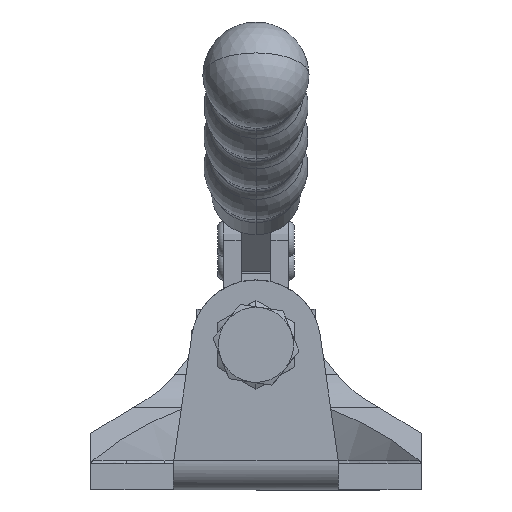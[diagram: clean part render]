
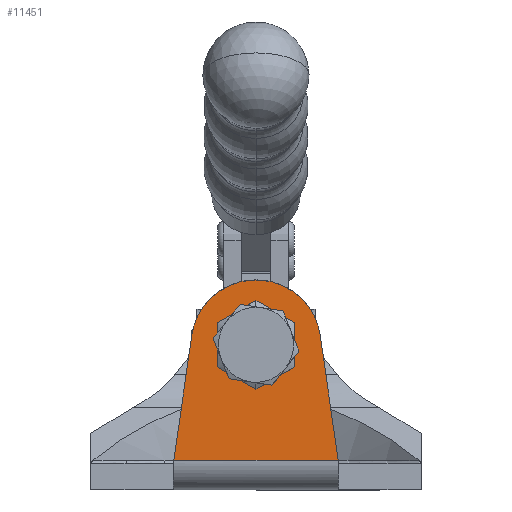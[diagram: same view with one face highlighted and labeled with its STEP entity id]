
A CAD part, left-side view. The second image highlights one B-rep face of the part: STEP entity #11451.
In plain terms, the highlighted planar face has unit normal (-1, 0, 0).
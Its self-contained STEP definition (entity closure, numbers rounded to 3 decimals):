
#1391 = CARTESIAN_POINT ( 'NONE',  ( -4.5, 0., 20.1 ) ) ;
#1392 = DIRECTION ( 'NONE',  ( -1., 0., 0. ) ) ;
#1393 = DIRECTION ( 'NONE',  ( 0., 0., 1. ) ) ;
#1677 = DIRECTION ( 'NONE',  ( 0., 0.142, 0.99 ) ) ;
#1693 = CARTESIAN_POINT ( 'NONE',  ( -4.5, 0., 0.5 ) ) ;
#1694 = CARTESIAN_POINT ( 'NONE',  ( -4.5, -10.888, 21.664 ) ) ;
#1695 = DIRECTION ( 'NONE',  ( 0., 1., 0. ) ) ;
#1697 = DIRECTION ( 'NONE',  ( 0., 0.142, -0.99 ) ) ;
#1698 = CARTESIAN_POINT ( 'NONE',  ( -4.5, 0., 20.1 ) ) ;
#1699 = DIRECTION ( 'NONE',  ( -1., 0., 0. ) ) ;
#1700 = DIRECTION ( 'NONE',  ( 0., 0., 1. ) ) ;
#1701 = CARTESIAN_POINT ( 'NONE',  ( -4.5, 14., 0. ) ) ;
#1704 = CARTESIAN_POINT ( 'NONE',  ( -4.5, 0., 20.1 ) ) ;
#1705 = DIRECTION ( 'NONE',  ( -1., 0., 0. ) ) ;
#1706 = DIRECTION ( 'NONE',  ( 0., 0., -1. ) ) ;
#1726 = CARTESIAN_POINT ( 'NONE',  ( -4.5, 0., 25.6 ) ) ;
#1727 = CARTESIAN_POINT ( 'NONE',  ( -4.5, 0., 14.6 ) ) ;
#1795 = CARTESIAN_POINT ( 'NONE',  ( -4.5, -10.888, 21.664 ) ) ;
#1805 = CARTESIAN_POINT ( 'NONE',  ( -4.5, 13.928, 0.5 ) ) ;
#1810 = CARTESIAN_POINT ( 'NONE',  ( -4.5, -13.928, 0.5 ) ) ;
#1812 = CARTESIAN_POINT ( 'NONE',  ( -4.5, 10.888, 21.664 ) ) ;
#2319 = CIRCLE ( 'NONE', #19516, 5.5 ) ;
#2488 = LINE ( 'NONE', #1693, #2490 ) ;
#2490 = VECTOR ( 'NONE', #1695, 1000. ) ;
#2495 = CIRCLE ( 'NONE', #19548, 11. ) ;
#2496 = CIRCLE ( 'NONE', #19547, 5.5 ) ;
#2498 = LINE ( 'NONE', #1694, #2499 ) ;
#2499 = VECTOR ( 'NONE', #1677, 1000. ) ;
#2500 = LINE ( 'NONE', #1701, #2502 ) ;
#2502 = VECTOR ( 'NONE', #1697, 1000. ) ;
#4870 = EDGE_LOOP ( 'NONE', ( #12425, #12426, #12427, #12428 ) ) ;
#4915 = EDGE_LOOP ( 'NONE', ( #7609, #7610 ) ) ;
#7609 = ORIENTED_EDGE ( 'NONE', *, *, #11923, .F. ) ;
#7610 = ORIENTED_EDGE ( 'NONE', *, *, #12033, .F. ) ;
#11451 = ADVANCED_FACE ( 'NONE', ( #21488, #21494 ), #25504, .F. ) ;
#11923 = EDGE_CURVE ( 'NONE', #12216, #12215, #2319, .T. ) ;
#12031 = EDGE_CURVE ( 'NONE', #12299, #12294, #2488, .T. ) ;
#12033 = EDGE_CURVE ( 'NONE', #12215, #12216, #2496, .T. ) ;
#12034 = EDGE_CURVE ( 'NONE', #12299, #12284, #2498, .T. ) ;
#12035 = EDGE_CURVE ( 'NONE', #12284, #12301, #2495, .T. ) ;
#12036 = EDGE_CURVE ( 'NONE', #12301, #12294, #2500, .T. ) ;
#12215 = VERTEX_POINT ( 'NONE', #1726 ) ;
#12216 = VERTEX_POINT ( 'NONE', #1727 ) ;
#12284 = VERTEX_POINT ( 'NONE', #1795 ) ;
#12294 = VERTEX_POINT ( 'NONE', #1805 ) ;
#12299 = VERTEX_POINT ( 'NONE', #1810 ) ;
#12301 = VERTEX_POINT ( 'NONE', #1812 ) ;
#12425 = ORIENTED_EDGE ( 'NONE', *, *, #12031, .F. ) ;
#12426 = ORIENTED_EDGE ( 'NONE', *, *, #12034, .T. ) ;
#12427 = ORIENTED_EDGE ( 'NONE', *, *, #12035, .T. ) ;
#12428 = ORIENTED_EDGE ( 'NONE', *, *, #12036, .T. ) ;
#19302 = AXIS2_PLACEMENT_3D ( 'NONE', #25501, #25506, #25507 ) ;
#19516 = AXIS2_PLACEMENT_3D ( 'NONE', #1391, #1392, #1393 ) ;
#19547 = AXIS2_PLACEMENT_3D ( 'NONE', #1698, #1699, #1700 ) ;
#19548 = AXIS2_PLACEMENT_3D ( 'NONE', #1704, #1705, #1706 ) ;
#21488 = FACE_BOUND ( 'NONE', #4915, .T. ) ;
#21494 = FACE_OUTER_BOUND ( 'NONE', #4870, .T. ) ;
#25501 = CARTESIAN_POINT ( 'NONE',  ( -4.5, 0., 20.1 ) ) ;
#25504 = PLANE ( 'NONE',  #19302 ) ;
#25506 = DIRECTION ( 'NONE',  ( 1., 0., 0. ) ) ;
#25507 = DIRECTION ( 'NONE',  ( 0., 0., -1. ) ) ;
